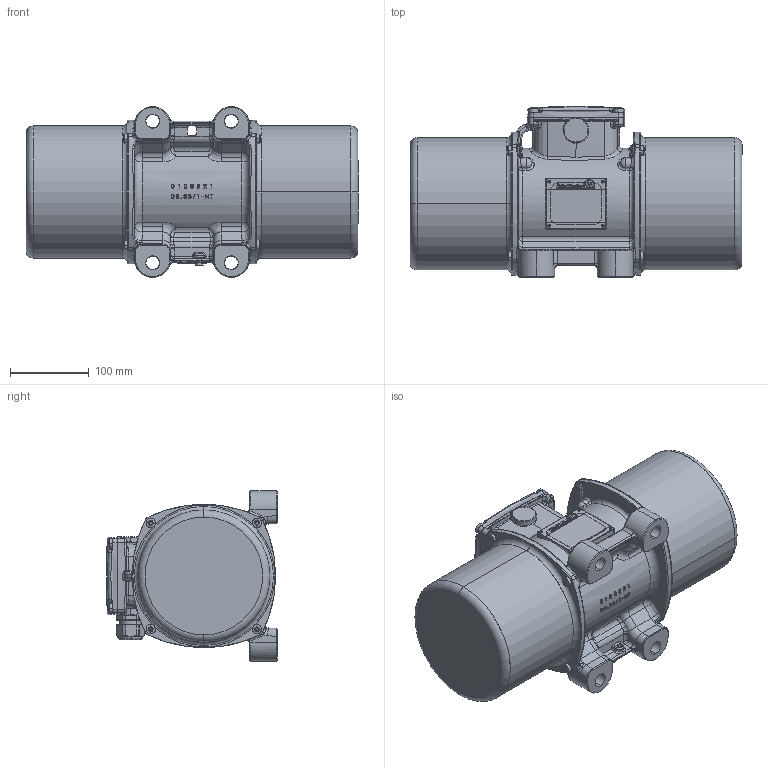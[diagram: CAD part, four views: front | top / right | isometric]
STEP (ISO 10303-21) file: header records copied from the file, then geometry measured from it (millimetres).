
FILE_DESCRIPTION (( 'STEP AP214' ), '1' );
FILE_NAME ('NEG 25930-50-60Hz.STEP', '2022-05-13T10:38:19', ( '' ), ( '' ), 'SwSTEP 2.0', 'SolidWorks 2015', '' );
FILE_SCHEMA (( 'AUTOMOTIVE_DESIGN' ));
Length unit declared in the file: millimetre
Products named in the file (1): NEG 25930-50-60Hz
Bounding box: 422 x 217.15 x 216.99 mm (x, y, z)
Volume: 1482338.8 mm3; surface area: 743045.5 mm2
Topology: 27 solids, 27 shells, 3196 faces, 8435 edges, 5417 vertices
Faces by surface type: plane 982, bspline 864, cylinder 728, cone 287, torus 280, sphere 55
Entity records: 165061 total; most frequent: CARTESIAN_POINT 91080, ORIENTED_EDGE 16608, DIRECTION 12875, EDGE_CURVE 8304, VERTEX_POINT 5417, AXIS2_PLACEMENT_3D 4786, EDGE_LOOP 3533, VECTOR 3303
